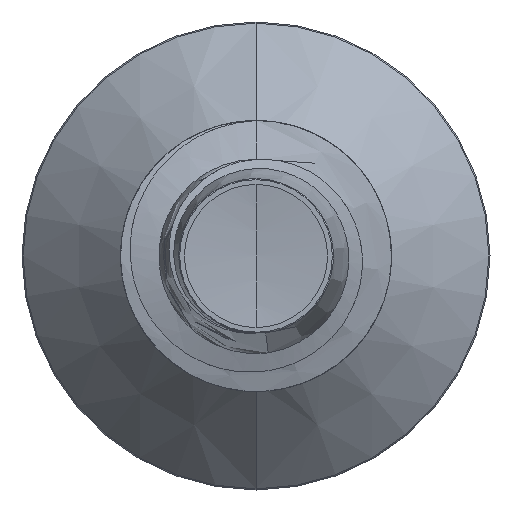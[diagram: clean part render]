
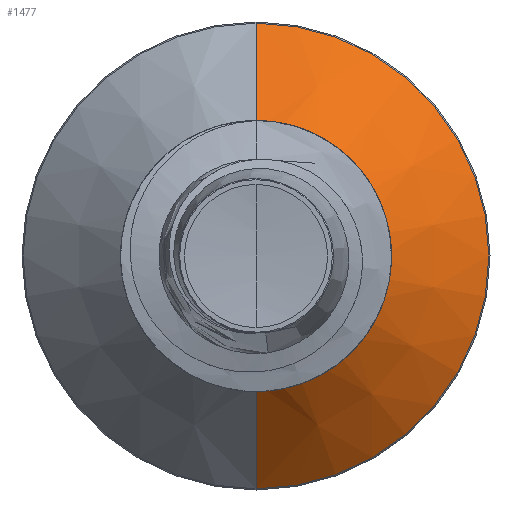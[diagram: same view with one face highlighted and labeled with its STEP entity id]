
A CAD part, front view. The second image highlights one B-rep face of the part: STEP entity #1477.
In plain terms, the highlighted conical face has half-angle 45 degrees and reference radius 1.034 mm.
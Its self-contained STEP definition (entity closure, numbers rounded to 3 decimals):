
#339 = DIRECTION ( 'NONE',  ( 0., 0.707, -0.707 ) ) ;
#686 = CONICAL_SURFACE ( 'NONE', #13937, 1.034, 0.785 ) ;
#1477 = ADVANCED_FACE ( 'NONE', ( #15747 ), #686, .T. ) ;
#2130 = DIRECTION ( 'NONE',  ( 0., 0.707, 0.707 ) ) ;
#3680 = CARTESIAN_POINT ( 'NONE',  ( 0., 10.64, 1.89 ) ) ;
#4026 = CARTESIAN_POINT ( 'NONE',  ( 0., 10.64, 0. ) ) ;
#4065 = CARTESIAN_POINT ( 'NONE',  ( 0., 9.784, -1.034 ) ) ;
#5555 = CARTESIAN_POINT ( 'NONE',  ( 0., 9.784, 1.034 ) ) ;
#5756 = CARTESIAN_POINT ( 'NONE',  ( 0., 9.784, 1.034 ) ) ;
#5826 = DIRECTION ( 'NONE',  ( 0., 0., 1. ) ) ;
#7211 = CIRCLE ( 'NONE', #15098, 1.034 ) ;
#7804 = VECTOR ( 'NONE', #339, 1000. ) ;
#8366 = LINE ( 'NONE', #5555, #17933 ) ;
#9007 = EDGE_LOOP ( 'NONE', ( #19207, #10848, #17172, #9025 ) ) ;
#9025 = ORIENTED_EDGE ( 'NONE', *, *, #13373, .F. ) ;
#9317 = DIRECTION ( 'NONE',  ( 0., 1., 0. ) ) ;
#10848 = ORIENTED_EDGE ( 'NONE', *, *, #13960, .T. ) ;
#12701 = AXIS2_PLACEMENT_3D ( 'NONE', #4026, #16639, #5826 ) ;
#12811 = DIRECTION ( 'NONE',  ( 0., 1., 0. ) ) ;
#12837 = DIRECTION ( 'NONE',  ( 0., 0., 1. ) ) ;
#13339 = CARTESIAN_POINT ( 'NONE',  ( 0., 10.64, -1.89 ) ) ;
#13373 = EDGE_CURVE ( 'NONE', #21984, #13383, #8366, .T. ) ;
#13383 = VERTEX_POINT ( 'NONE', #3680 ) ;
#13937 = AXIS2_PLACEMENT_3D ( 'NONE', #22987, #12811, #12837 ) ;
#13960 = EDGE_CURVE ( 'NONE', #21793, #14966, #17377, .T. ) ;
#14966 = VERTEX_POINT ( 'NONE', #13339 ) ;
#15098 = AXIS2_PLACEMENT_3D ( 'NONE', #20020, #9317, #21753 ) ;
#15747 = FACE_OUTER_BOUND ( 'NONE', #9007, .T. ) ;
#16485 = CARTESIAN_POINT ( 'NONE',  ( 0., 9.784, -1.034 ) ) ;
#16639 = DIRECTION ( 'NONE',  ( 0., 1., 0. ) ) ;
#17172 = ORIENTED_EDGE ( 'NONE', *, *, #19746, .F. ) ;
#17377 = LINE ( 'NONE', #4065, #7804 ) ;
#17933 = VECTOR ( 'NONE', #2130, 1000. ) ;
#19207 = ORIENTED_EDGE ( 'NONE', *, *, #19878, .T. ) ;
#19746 = EDGE_CURVE ( 'NONE', #13383, #14966, #21995, .T. ) ;
#19878 = EDGE_CURVE ( 'NONE', #21984, #21793, #7211, .T. ) ;
#20020 = CARTESIAN_POINT ( 'NONE',  ( 0., 9.784, 0. ) ) ;
#21753 = DIRECTION ( 'NONE',  ( 0., 0., 1. ) ) ;
#21793 = VERTEX_POINT ( 'NONE', #16485 ) ;
#21984 = VERTEX_POINT ( 'NONE', #5756 ) ;
#21995 = CIRCLE ( 'NONE', #12701, 1.89 ) ;
#22987 = CARTESIAN_POINT ( 'NONE',  ( 0., 9.784, 0. ) ) ;
